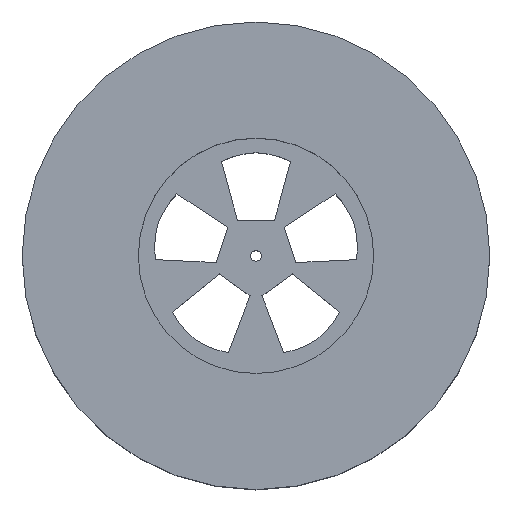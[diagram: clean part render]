
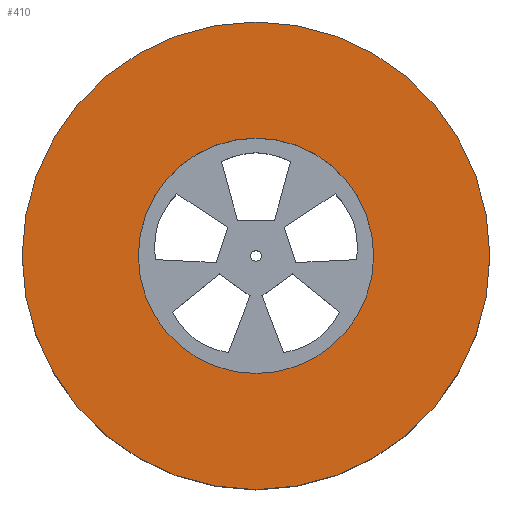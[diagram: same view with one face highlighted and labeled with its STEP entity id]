
A CAD part, top view. The second image highlights one B-rep face of the part: STEP entity #410.
In plain terms, the highlighted planar face has unit normal (0, 0, 1).
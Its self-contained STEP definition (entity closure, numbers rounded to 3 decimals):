
#48 = EDGE_CURVE ( 'NONE', #1171, #196, #482, .T. ) ;
#130 = DIRECTION ( 'NONE',  ( 0., 0., 1. ) ) ;
#152 = EDGE_CURVE ( 'NONE', #196, #1171, #286, .T. ) ;
#195 = DIRECTION ( 'NONE',  ( 0., 0., 1. ) ) ;
#196 = VERTEX_POINT ( 'NONE', #1143 ) ;
#241 = DIRECTION ( 'NONE',  ( 1., 0., 0. ) ) ;
#286 = CIRCLE ( 'NONE', #528, 604. ) ;
#303 = EDGE_LOOP ( 'NONE', ( #947, #395 ) ) ;
#331 = CARTESIAN_POINT ( 'NONE',  ( 0., 0., 250. ) ) ;
#395 = ORIENTED_EDGE ( 'NONE', *, *, #48, .T. ) ;
#406 = FACE_BOUND ( 'NONE', #1249, .T. ) ;
#410 = ADVANCED_FACE ( 'NONE', ( #406, #1097 ), #903, .T. ) ;
#413 = DIRECTION ( 'NONE',  ( 1., 0., 0. ) ) ;
#427 = CIRCLE ( 'NONE', #569, 304. ) ;
#434 = DIRECTION ( 'NONE',  ( 0., 0., 1. ) ) ;
#468 = AXIS2_PLACEMENT_3D ( 'NONE', #1002, #130, #413 ) ;
#482 = CIRCLE ( 'NONE', #1027, 604. ) ;
#528 = AXIS2_PLACEMENT_3D ( 'NONE', #331, #927, #241 ) ;
#546 = CARTESIAN_POINT ( 'NONE',  ( 304., 0., 250. ) ) ;
#569 = AXIS2_PLACEMENT_3D ( 'NONE', #1238, #944, #1247 ) ;
#643 = VERTEX_POINT ( 'NONE', #546 ) ;
#655 = VERTEX_POINT ( 'NONE', #663 ) ;
#661 = EDGE_CURVE ( 'NONE', #643, #655, #427, .T. ) ;
#663 = CARTESIAN_POINT ( 'NONE',  ( -304., 0., 250. ) ) ;
#723 = DIRECTION ( 'NONE',  ( 1., 0., 0. ) ) ;
#754 = AXIS2_PLACEMENT_3D ( 'NONE', #797, #195, #1003 ) ;
#777 = EDGE_CURVE ( 'NONE', #655, #643, #1169, .T. ) ;
#778 = ORIENTED_EDGE ( 'NONE', *, *, #661, .F. ) ;
#797 = CARTESIAN_POINT ( 'NONE',  ( 0., 0., 250. ) ) ;
#903 = PLANE ( 'NONE',  #754 ) ;
#927 = DIRECTION ( 'NONE',  ( 0., 0., 1. ) ) ;
#944 = DIRECTION ( 'NONE',  ( 0., 0., 1. ) ) ;
#947 = ORIENTED_EDGE ( 'NONE', *, *, #152, .T. ) ;
#1002 = CARTESIAN_POINT ( 'NONE',  ( 0., 0., 250. ) ) ;
#1003 = DIRECTION ( 'NONE',  ( 1., 0., 0. ) ) ;
#1016 = CARTESIAN_POINT ( 'NONE',  ( -604., 0., 250. ) ) ;
#1018 = CARTESIAN_POINT ( 'NONE',  ( 0., 0., 250. ) ) ;
#1027 = AXIS2_PLACEMENT_3D ( 'NONE', #1018, #434, #723 ) ;
#1069 = ORIENTED_EDGE ( 'NONE', *, *, #777, .F. ) ;
#1097 = FACE_OUTER_BOUND ( 'NONE', #303, .T. ) ;
#1143 = CARTESIAN_POINT ( 'NONE',  ( 604., 0., 250. ) ) ;
#1169 = CIRCLE ( 'NONE', #468, 304. ) ;
#1171 = VERTEX_POINT ( 'NONE', #1016 ) ;
#1238 = CARTESIAN_POINT ( 'NONE',  ( 0., 0., 250. ) ) ;
#1247 = DIRECTION ( 'NONE',  ( 1., 0., 0. ) ) ;
#1249 = EDGE_LOOP ( 'NONE', ( #778, #1069 ) ) ;
